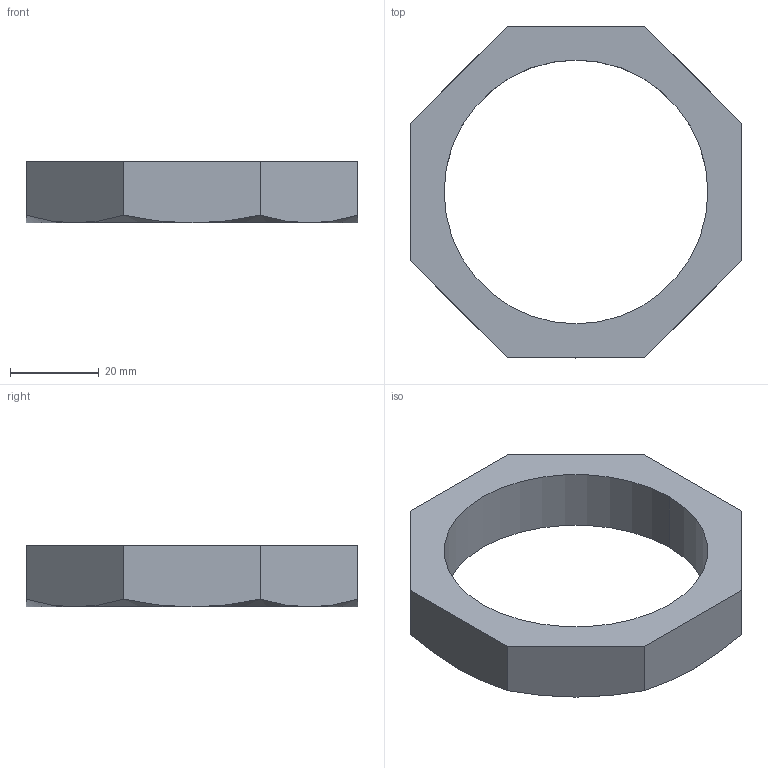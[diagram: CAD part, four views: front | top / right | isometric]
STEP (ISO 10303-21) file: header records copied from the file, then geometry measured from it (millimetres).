
FILE_DESCRIPTION (( 'STEP AP203' ), '1' );
FILE_NAME ('11-0217-09_outokumpu.step', '2015-08-11T14:17:17', ( '' ), ( '' ), 'SwSTEP 2.0', 'SolidWorks 2008', '' );
FILE_SCHEMA (( 'CONFIG_CONTROL_DESIGN' ));
Length unit declared in the file: millimetre
Products named in the file (1): 11-0217-09_outokumpu
Bounding box: 75 x 75 x 14 mm (x, y, z)
Volume: 26032.2 mm3; surface area: 9726.1 mm2
Topology: 1 solids, 1 shells, 20 faces, 46 edges, 28 vertices
Faces by surface type: plane 10, cone 8, cylinder 2
Entity records: 711 total; most frequent: CARTESIAN_POINT 199, ORIENTED_EDGE 92, DIRECTION 84, EDGE_CURVE 46, AXIS2_PLACEMENT_3D 33, VERTEX_POINT 28, EDGE_LOOP 22, ADVANCED_FACE 20
